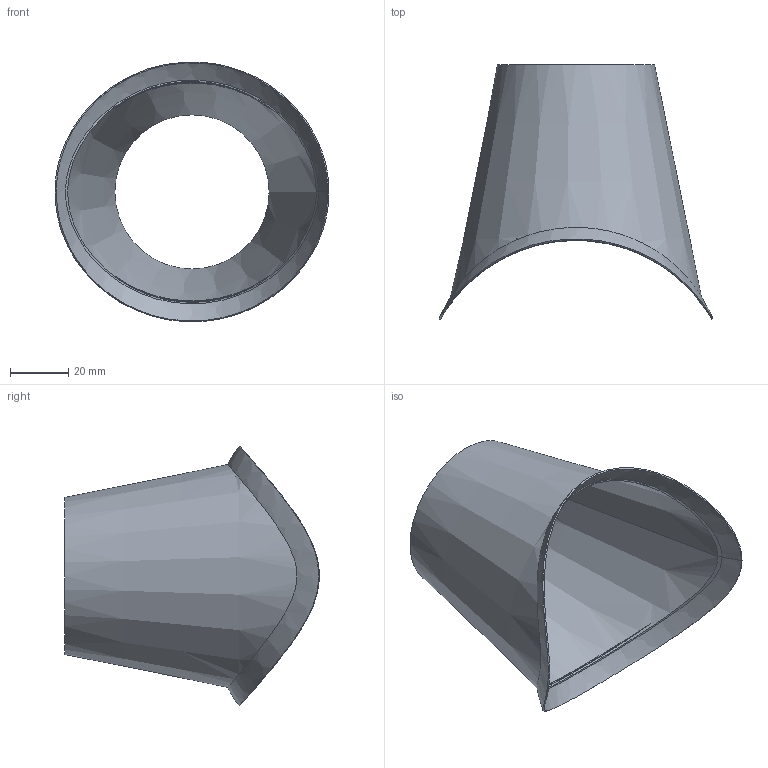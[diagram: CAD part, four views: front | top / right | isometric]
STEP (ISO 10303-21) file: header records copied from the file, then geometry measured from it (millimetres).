
FILE_DESCRIPTION((''),'2;1');
FILE_NAME('HTM-100.stp','2014-04-03T07:58:31',(''),(''),'Autodesk Inventor 2013','Autodesk Inventor 2013','');
FILE_SCHEMA(('AUTOMOTIVE_DESIGN { 1 2 10303 214 0 1 1 1 }'));
Length unit declared in the file: millimetre
Products named in the file (1): HTM-100
Bounding box: 94.17 x 87.51 x 89.27 mm (x, y, z)
Volume: 8303.7 mm3; surface area: 33469.4 mm2
Topology: 1 solids, 1 shells, 15 faces, 32 edges, 21 vertices
Faces by surface type: bspline 7, plane 4, cone 3, cylinder 1
Entity records: 1816 total; most frequent: CARTESIAN_POINT 1480, ORIENTED_EDGE 64, DIRECTION 44, EDGE_CURVE 32, VERTEX_POINT 21, AXIS2_PLACEMENT_3D 17, EDGE_LOOP 17, STYLED_ITEM 16
